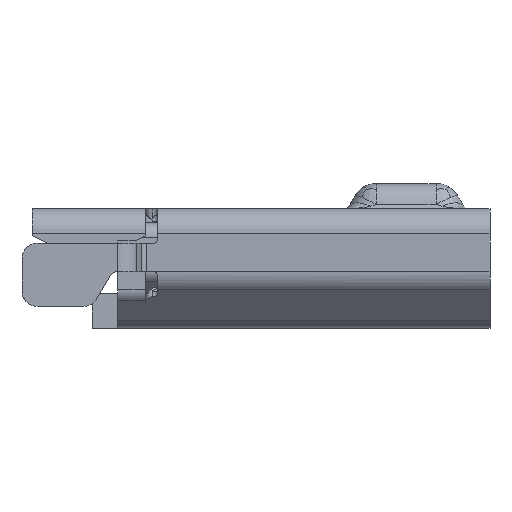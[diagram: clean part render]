
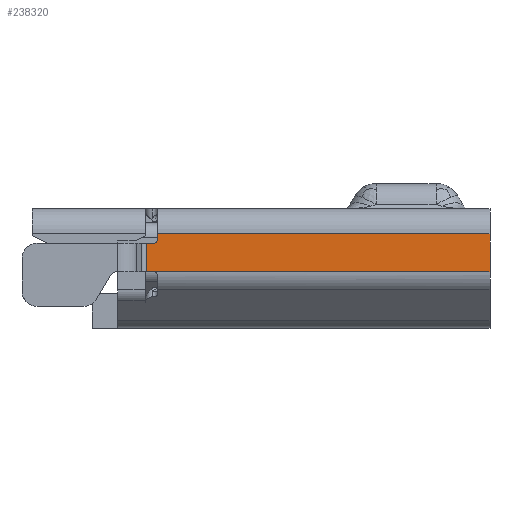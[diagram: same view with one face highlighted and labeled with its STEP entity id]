
A CAD part, front view. The second image highlights one B-rep face of the part: STEP entity #238320.
In plain terms, the highlighted face is planar.
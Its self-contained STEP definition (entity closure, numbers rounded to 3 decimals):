
#169050=CARTESIAN_POINT('',(-3.7,-6.6,-1.65));
#169060=VERTEX_POINT('',#169050);
#169090=CARTESIAN_POINT('',(-3.7,-6.6,-0.96));
#169100=DIRECTION('',(0.,0.,1.));
#169110=VECTOR('',#169100,1.);
#169120=LINE('',#169090,#169110);
#169130=CARTESIAN_POINT('',(-3.7,-6.6,-1.56));
#169140=VERTEX_POINT('',#169130);
#169150=EDGE_CURVE('',#169060,#169140,#169120,.T.);
#169950=CARTESIAN_POINT('',(-3.7,0.,
-0.901));
#169960=VERTEX_POINT('',#169950);
#169990=CARTESIAN_POINT('',(-3.7,0.,
-0.96));
#170000=DIRECTION('',(0.,0.,-1.));
#170010=VECTOR('',#170000,1.);
#170020=LINE('',#169990,#170010);
#170030=CARTESIAN_POINT('',(-3.7,0.,-1.65));
#170040=VERTEX_POINT('',#170030);
#170050=EDGE_CURVE('',#169960,#170040,#170020,.T.);
#228470=CARTESIAN_POINT('',(-3.7,-6.7,-1.56));
#228480=DIRECTION('',(1.,0.,0.));
#228490=DIRECTION('',(0.,-1.,0.));
#228500=AXIS2_PLACEMENT_3D('',#228470,#228480,#228490);
#228510=CIRCLE('',#228500,0.1);
#228520=CARTESIAN_POINT('',(-3.7,-6.7,-1.46));
#228530=VERTEX_POINT('',#228520);
#228540=EDGE_CURVE('',#169140,#228530,#228510,.T.);
#230700=CARTESIAN_POINT('',(-3.7,-6.833,-0.901));
#230710=VERTEX_POINT('',#230700);
#230740=CARTESIAN_POINT('',(-3.7,-0.8,-0.901))
;
#230750=DIRECTION('',(0.,1.,0.));
#230760=VECTOR('',#230750,1.);
#230770=LINE('',#230740,#230760);
#230780=CARTESIAN_POINT('',(-3.7,-6.7,-0.901));
#230790=VERTEX_POINT('',#230780);
#230800=EDGE_CURVE('',#230710,#230790,#230770,.T.);
#230960=CARTESIAN_POINT('',(-3.7,-6.833,-0.96));
#230970=DIRECTION('',(0.,0.,1.));
#230980=VECTOR('',#230970,1.);
#230990=LINE('',#230960,#230980);
#231000=CARTESIAN_POINT('',(-3.7,-6.833,-1.46));
#231010=VERTEX_POINT('',#231000);
#231020=EDGE_CURVE('',#231010,#230710,#230990,.T.);
#231790=CARTESIAN_POINT('',(-3.7,-0.8,-1.46));
#231800=DIRECTION('',(0.,-1.,0.));
#231810=VECTOR('',#231800,1.);
#231820=LINE('',#231790,#231810);
#231830=EDGE_CURVE('',#228530,#231010,#231820,.T.);
#237910=CARTESIAN_POINT('',(-3.7,-0.6,-0.901))
;
#237920=DIRECTION('',(0.,-1.,0.));
#237930=VECTOR('',#237920,1.);
#237940=LINE('',#237910,#237930);
#237950=EDGE_CURVE('',#169960,#230790,#237940,.T.);
#238080=CARTESIAN_POINT('',(-3.7,-0.6,-1.65));
#238090=DIRECTION('',(0.,-1.,0.));
#238100=VECTOR('',#238090,1.);
#238110=LINE('',#238080,#238100);
#238120=EDGE_CURVE('',#170040,#169060,#238110,.T.);
#238170=CARTESIAN_POINT('',(-3.7,-3.425,-1.275));
#238180=DIRECTION('',(1.,0.,-0.));
#238190=DIRECTION('',(0.,0.,1.));
#238200=AXIS2_PLACEMENT_3D('',#238170,#238180,#238190);
#238210=PLANE('',#238200);
#238220=ORIENTED_EDGE('',*,*,#228540,.T.);
#238230=ORIENTED_EDGE('',*,*,#169150,.T.);
#238240=ORIENTED_EDGE('',*,*,#238120,.T.);
#238250=ORIENTED_EDGE('',*,*,#170050,.T.);
#238260=ORIENTED_EDGE('',*,*,#237950,.F.);
#238270=ORIENTED_EDGE('',*,*,#230800,.T.);
#238280=ORIENTED_EDGE('',*,*,#231020,.T.);
#238290=ORIENTED_EDGE('',*,*,#231830,.T.);
#238300=EDGE_LOOP('',(#238290,#238280,#238270,#238260,#238250,#238240,
#238230,#238220));
#238310=FACE_OUTER_BOUND('',#238300,.T.);
#238320=ADVANCED_FACE('',(#238310),#238210,.F.);
